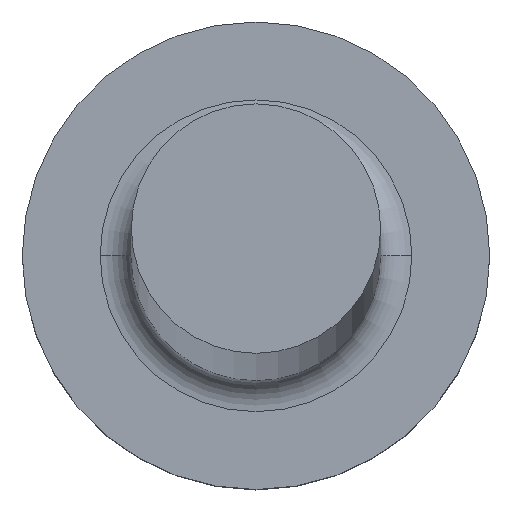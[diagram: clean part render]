
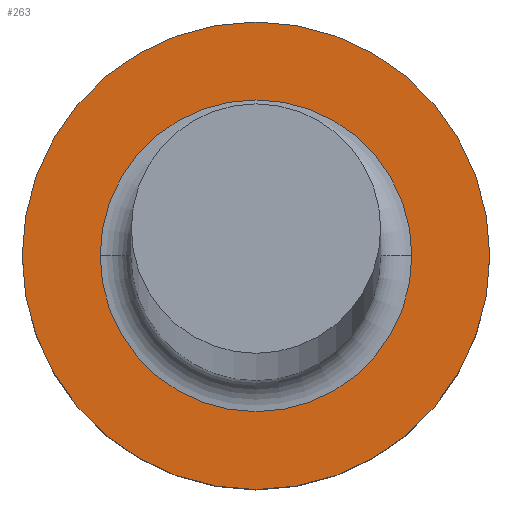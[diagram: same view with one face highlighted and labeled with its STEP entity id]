
A CAD part, top view. The second image highlights one B-rep face of the part: STEP entity #263.
In plain terms, the highlighted planar face has unit normal (0, 0, 1).
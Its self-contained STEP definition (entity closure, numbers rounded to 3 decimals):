
#3 = ORIENTED_EDGE ( 'NONE', *, *, #288, .T. ) ;
#6 = EDGE_CURVE ( 'NONE', #124, #182, #150, .T. ) ;
#29 = EDGE_LOOP ( 'NONE', ( #242, #151 ) ) ;
#37 = DIRECTION ( 'NONE',  ( 0., 0., 1. ) ) ;
#44 = CARTESIAN_POINT ( 'NONE',  ( 0., 0., 1.5 ) ) ;
#50 = DIRECTION ( 'NONE',  ( 0., 0., 1. ) ) ;
#61 = VERTEX_POINT ( 'NONE', #177 ) ;
#79 = EDGE_CURVE ( 'NONE', #182, #124, #90, .T. ) ;
#82 = DIRECTION ( 'NONE',  ( 1., 0., 0. ) ) ;
#87 = CARTESIAN_POINT ( 'NONE',  ( 0., 0., 1.5 ) ) ;
#90 = CIRCLE ( 'NONE', #266, 1.5 ) ;
#92 = AXIS2_PLACEMENT_3D ( 'NONE', #164, #50, #304 ) ;
#103 = CARTESIAN_POINT ( 'NONE',  ( -1., 0., 1.5 ) ) ;
#105 = CARTESIAN_POINT ( 'NONE',  ( 1.5, 0., 1.5 ) ) ;
#124 = VERTEX_POINT ( 'NONE', #152 ) ;
#130 = DIRECTION ( 'NONE',  ( 0., 0., -1. ) ) ;
#132 = DIRECTION ( 'NONE',  ( 0., 0., 1. ) ) ;
#135 = ORIENTED_EDGE ( 'NONE', *, *, #169, .T. ) ;
#144 = CIRCLE ( 'NONE', #162, 1. ) ;
#149 = FACE_OUTER_BOUND ( 'NONE', #29, .T. ) ;
#150 = CIRCLE ( 'NONE', #290, 1.5 ) ;
#151 = ORIENTED_EDGE ( 'NONE', *, *, #79, .T. ) ;
#152 = CARTESIAN_POINT ( 'NONE',  ( -1.5, 0., 1.5 ) ) ;
#153 = AXIS2_PLACEMENT_3D ( 'NONE', #191, #284, #188 ) ;
#162 = AXIS2_PLACEMENT_3D ( 'NONE', #87, #130, #183 ) ;
#164 = CARTESIAN_POINT ( 'NONE',  ( 0., 0., 1.5 ) ) ;
#166 = CIRCLE ( 'NONE', #153, 1. ) ;
#169 = EDGE_CURVE ( 'NONE', #61, #230, #144, .T. ) ;
#175 = FACE_BOUND ( 'NONE', #292, .T. ) ;
#177 = CARTESIAN_POINT ( 'NONE',  ( 1., 0., 1.5 ) ) ;
#181 = CARTESIAN_POINT ( 'NONE',  ( 0., 0., 1.5 ) ) ;
#182 = VERTEX_POINT ( 'NONE', #105 ) ;
#183 = DIRECTION ( 'NONE',  ( 1., 0., 0. ) ) ;
#188 = DIRECTION ( 'NONE',  ( 1., 0., 0. ) ) ;
#191 = CARTESIAN_POINT ( 'NONE',  ( 0., 0., 1.5 ) ) ;
#206 = DIRECTION ( 'NONE',  ( 1., 0., 0. ) ) ;
#213 = PLANE ( 'NONE',  #92 ) ;
#230 = VERTEX_POINT ( 'NONE', #103 ) ;
#242 = ORIENTED_EDGE ( 'NONE', *, *, #6, .T. ) ;
#263 = ADVANCED_FACE ( 'NONE', ( #175, #149 ), #213, .T. ) ;
#266 = AXIS2_PLACEMENT_3D ( 'NONE', #181, #37, #82 ) ;
#284 = DIRECTION ( 'NONE',  ( 0., 0., -1. ) ) ;
#288 = EDGE_CURVE ( 'NONE', #230, #61, #166, .T. ) ;
#290 = AXIS2_PLACEMENT_3D ( 'NONE', #44, #132, #206 ) ;
#292 = EDGE_LOOP ( 'NONE', ( #135, #3 ) ) ;
#304 = DIRECTION ( 'NONE',  ( 1., 0., 0. ) ) ;
